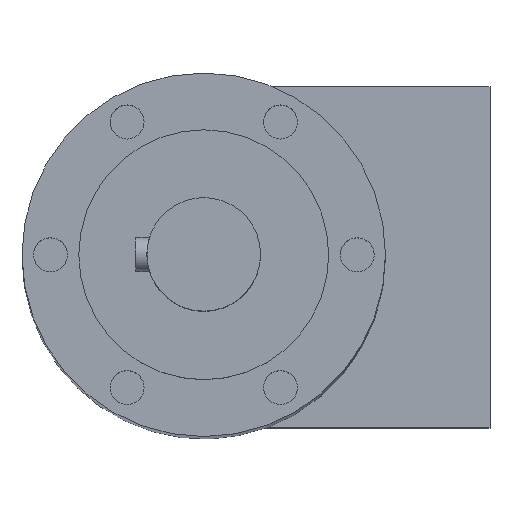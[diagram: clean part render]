
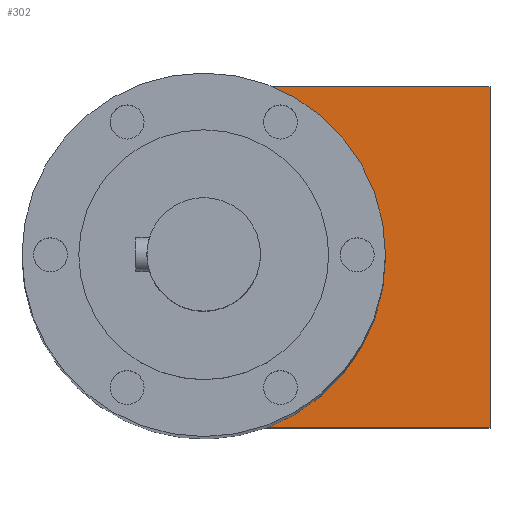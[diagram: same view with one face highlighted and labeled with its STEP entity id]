
A CAD part, top view. The second image highlights one B-rep face of the part: STEP entity #302.
In plain terms, the highlighted planar face has unit normal (0, 0, 1).
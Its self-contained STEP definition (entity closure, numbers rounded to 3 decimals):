
#3 = VECTOR ( 'NONE', #898, 1000. ) ;
#85 = DIRECTION ( 'NONE',  ( 1., 0., 0. ) ) ;
#97 = CARTESIAN_POINT ( 'NONE',  ( 25.2, -15., 21. ) ) ;
#100 = ORIENTED_EDGE ( 'NONE', *, *, #697, .F. ) ;
#130 = CIRCLE ( 'NONE', #805, 16. ) ;
#146 = CARTESIAN_POINT ( 'NONE',  ( 0., 0., 21. ) ) ;
#152 = CARTESIAN_POINT ( 'NONE',  ( 5.568, -15., 21. ) ) ;
#183 = CARTESIAN_POINT ( 'NONE',  ( 0., 0., 21. ) ) ;
#185 = CARTESIAN_POINT ( 'NONE',  ( 0., 0., 21. ) ) ;
#204 = ORIENTED_EDGE ( 'NONE', *, *, #1208, .F. ) ;
#264 = CARTESIAN_POINT ( 'NONE',  ( 25.2, -15., 21. ) ) ;
#270 = VERTEX_POINT ( 'NONE', #727 ) ;
#282 = DIRECTION ( 'NONE',  ( 0., 0., 1. ) ) ;
#302 = ADVANCED_FACE ( 'NONE', ( #368 ), #748, .T. ) ;
#368 = FACE_OUTER_BOUND ( 'NONE', #706, .T. ) ;
#414 = CARTESIAN_POINT ( 'NONE',  ( 25.2, 15., 21. ) ) ;
#421 = LINE ( 'NONE', #414, #3 ) ;
#435 = DIRECTION ( 'NONE',  ( 0., 0., 1. ) ) ;
#443 = LINE ( 'NONE', #577, #785 ) ;
#466 = VERTEX_POINT ( 'NONE', #689 ) ;
#482 = CIRCLE ( 'NONE', #685, 16. ) ;
#491 = EDGE_CURVE ( 'NONE', #904, #270, #421, .T. ) ;
#568 = ORIENTED_EDGE ( 'NONE', *, *, #491, .T. ) ;
#577 = CARTESIAN_POINT ( 'NONE',  ( 25.2, -15., 21. ) ) ;
#592 = DIRECTION ( 'NONE',  ( 1., 0., 0. ) ) ;
#606 = EDGE_CURVE ( 'NONE', #904, #1111, #443, .T. ) ;
#620 = CARTESIAN_POINT ( 'NONE',  ( 25.2, 15., 21. ) ) ;
#685 = AXIS2_PLACEMENT_3D ( 'NONE', #183, #282, #592 ) ;
#689 = CARTESIAN_POINT ( 'NONE',  ( 16., 0., 21. ) ) ;
#697 = EDGE_CURVE ( 'NONE', #466, #270, #130, .T. ) ;
#706 = EDGE_LOOP ( 'NONE', ( #1126, #204, #1220, #568, #100 ) ) ;
#727 = CARTESIAN_POINT ( 'NONE',  ( 5.568, 15., 21. ) ) ;
#748 = PLANE ( 'NONE',  #1013 ) ;
#785 = VECTOR ( 'NONE', #876, 1000. ) ;
#788 = EDGE_CURVE ( 'NONE', #1060, #466, #482, .T. ) ;
#805 = AXIS2_PLACEMENT_3D ( 'NONE', #146, #435, #1048 ) ;
#875 = DIRECTION ( 'NONE',  ( -1., 0., 0. ) ) ;
#876 = DIRECTION ( 'NONE',  ( 0., -1., 0. ) ) ;
#898 = DIRECTION ( 'NONE',  ( -1., 0., 0. ) ) ;
#904 = VERTEX_POINT ( 'NONE', #620 ) ;
#943 = DIRECTION ( 'NONE',  ( 0., 0., 1. ) ) ;
#979 = LINE ( 'NONE', #97, #1215 ) ;
#1013 = AXIS2_PLACEMENT_3D ( 'NONE', #185, #943, #85 ) ;
#1048 = DIRECTION ( 'NONE',  ( 1., 0., 0. ) ) ;
#1060 = VERTEX_POINT ( 'NONE', #152 ) ;
#1111 = VERTEX_POINT ( 'NONE', #264 ) ;
#1126 = ORIENTED_EDGE ( 'NONE', *, *, #788, .F. ) ;
#1208 = EDGE_CURVE ( 'NONE', #1111, #1060, #979, .T. ) ;
#1215 = VECTOR ( 'NONE', #875, 1000. ) ;
#1220 = ORIENTED_EDGE ( 'NONE', *, *, #606, .F. ) ;
